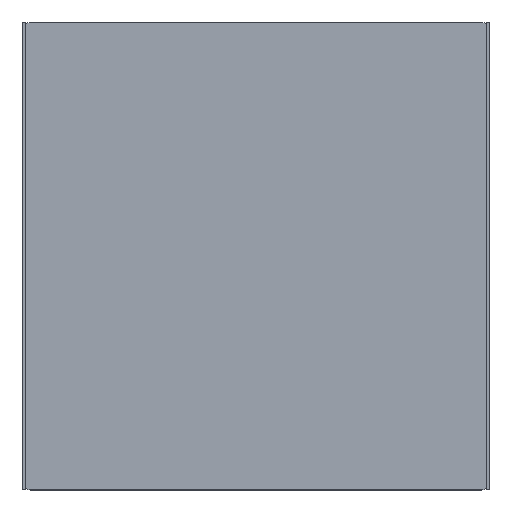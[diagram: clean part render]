
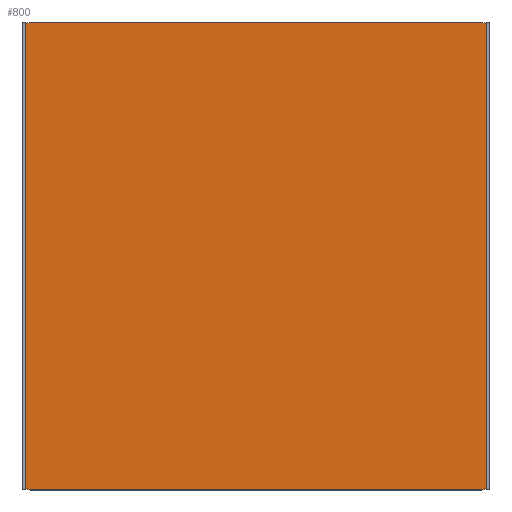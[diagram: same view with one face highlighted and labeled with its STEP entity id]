
A CAD part, top view. The second image highlights one B-rep face of the part: STEP entity #800.
In plain terms, the highlighted planar face has unit normal (0, 0, 1).
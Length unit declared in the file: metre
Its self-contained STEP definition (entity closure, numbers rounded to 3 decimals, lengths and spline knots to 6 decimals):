
#78=CIRCLE('',#923,0.008);
#79=CIRCLE('',#924,0.008);
#80=CIRCLE('',#925,0.008);
#81=CIRCLE('',#926,0.008);
#260=ORIENTED_EDGE('',*,*,#370,.F.);
#261=ORIENTED_EDGE('',*,*,#372,.T.);
#262=ORIENTED_EDGE('',*,*,#356,.F.);
#263=ORIENTED_EDGE('',*,*,#373,.T.);
#264=ORIENTED_EDGE('',*,*,#360,.T.);
#265=ORIENTED_EDGE('',*,*,#374,.T.);
#266=ORIENTED_EDGE('',*,*,#364,.T.);
#267=ORIENTED_EDGE('',*,*,#375,.T.);
#356=EDGE_CURVE('',#440,#441,#468,.T.);
#360=EDGE_CURVE('',#444,#445,#472,.T.);
#364=EDGE_CURVE('',#448,#449,#476,.T.);
#370=EDGE_CURVE('',#454,#455,#482,.T.);
#372=EDGE_CURVE('',#454,#441,#78,.T.);
#373=EDGE_CURVE('',#440,#444,#79,.T.);
#374=EDGE_CURVE('',#445,#448,#80,.T.);
#375=EDGE_CURVE('',#449,#455,#81,.T.);
#440=VERTEX_POINT('',#1338);
#441=VERTEX_POINT('',#1339);
#444=VERTEX_POINT('',#1347);
#445=VERTEX_POINT('',#1348);
#448=VERTEX_POINT('',#1356);
#449=VERTEX_POINT('',#1357);
#454=VERTEX_POINT('',#1368);
#455=VERTEX_POINT('',#1370);
#468=LINE('',#1337,#496);
#472=LINE('',#1346,#500);
#476=LINE('',#1355,#504);
#482=LINE('',#1369,#510);
#496=VECTOR('',#1125,1.);
#500=VECTOR('',#1131,1.);
#504=VECTOR('',#1137,1.);
#510=VECTOR('',#1145,1.);
#626=EDGE_LOOP('',(#260,#261,#262,#263,#264,#265,#266,#267));
#746=FACE_BOUND('',#626,.T.);
#762=PLANE('',#922);
#800=ADVANCED_FACE('',(#746),#762,.T.);
#922=AXIS2_PLACEMENT_3D('',#1372,#1147,#1148);
#923=AXIS2_PLACEMENT_3D('',#1373,#1149,#1150);
#924=AXIS2_PLACEMENT_3D('',#1374,#1151,#1152);
#925=AXIS2_PLACEMENT_3D('',#1375,#1153,#1154);
#926=AXIS2_PLACEMENT_3D('',#1376,#1155,#1156);
#1125=DIRECTION('',(1.,0.,0.));
#1131=DIRECTION('',(0.,-1.,0.));
#1137=DIRECTION('',(1.,0.,0.));
#1145=DIRECTION('',(0.,-1.,0.));
#1147=DIRECTION('',(0.,0.,1.));
#1148=DIRECTION('',(1.,0.,0.));
#1149=DIRECTION('',(0.,0.,1.));
#1150=DIRECTION('',(1.,0.,0.));
#1151=DIRECTION('',(0.,0.,1.));
#1152=DIRECTION('',(1.,0.,0.));
#1153=DIRECTION('',(0.,0.,1.));
#1154=DIRECTION('',(1.,0.,0.));
#1155=DIRECTION('',(0.,0.,1.));
#1156=DIRECTION('',(1.,0.,0.));
#1337=CARTESIAN_POINT('',(0.,0.225,0.005));
#1338=CARTESIAN_POINT('',(-0.217,0.225,0.005));
#1339=CARTESIAN_POINT('',(0.217,0.225,0.005));
#1346=CARTESIAN_POINT('',(-0.225,0.,0.005));
#1347=CARTESIAN_POINT('',(-0.225,0.217,0.005));
#1348=CARTESIAN_POINT('',(-0.225,-0.217,0.005));
#1355=CARTESIAN_POINT('',(0.,-0.225,0.005));
#1356=CARTESIAN_POINT('',(-0.217,-0.225,0.005));
#1357=CARTESIAN_POINT('',(0.217,-0.225,0.005));
#1368=CARTESIAN_POINT('',(0.225,0.217,0.005));
#1369=CARTESIAN_POINT('',(0.225,0.,0.005));
#1370=CARTESIAN_POINT('',(0.225,-0.217,0.005));
#1372=CARTESIAN_POINT('',(0.,0.,0.005));
#1373=CARTESIAN_POINT('',(0.217,0.217,0.005));
#1374=CARTESIAN_POINT('',(-0.217,0.217,0.005));
#1375=CARTESIAN_POINT('',(-0.217,-0.217,0.005));
#1376=CARTESIAN_POINT('',(0.217,-0.217,0.005));
